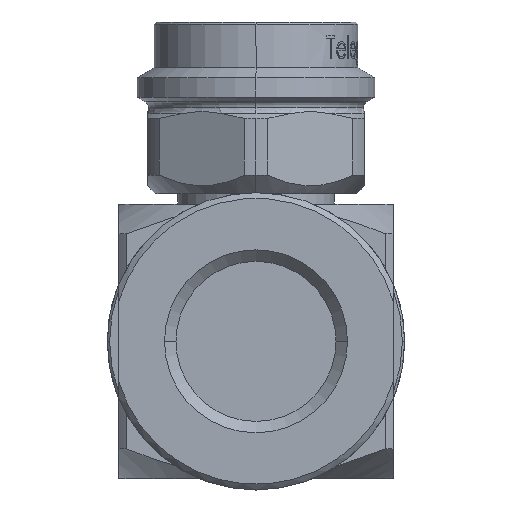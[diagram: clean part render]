
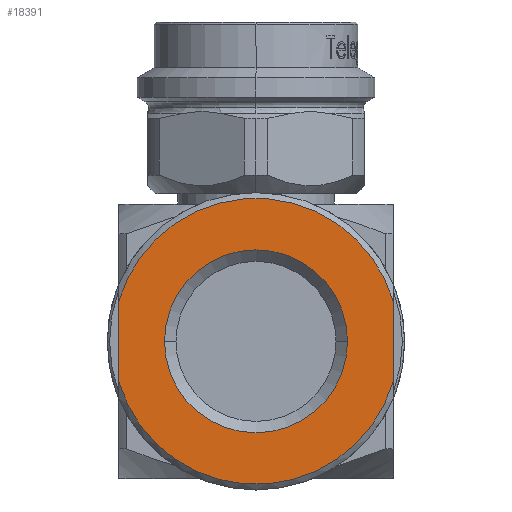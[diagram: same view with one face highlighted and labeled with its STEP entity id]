
A CAD part, front view. The second image highlights one B-rep face of the part: STEP entity #18391.
In plain terms, the highlighted planar face has unit normal (0, -1, 0).
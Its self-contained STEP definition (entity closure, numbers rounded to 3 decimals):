
#431 = DIRECTION ( 'NONE',  ( 0., 0., -1. ) ) ;
#570 = EDGE_CURVE ( 'NONE', #1127, #1724, #21407, .T. ) ;
#709 = AXIS2_PLACEMENT_3D ( 'NONE', #21405, #11461, #1510 ) ;
#758 = VERTEX_POINT ( 'NONE', #20817 ) ;
#1127 = VERTEX_POINT ( 'NONE', #10477 ) ;
#1510 = DIRECTION ( 'NONE',  ( 1., 0., 0. ) ) ;
#1724 = VERTEX_POINT ( 'NONE', #1909 ) ;
#1909 = CARTESIAN_POINT ( 'NONE',  ( 12., -45.5, -23.6 ) ) ;
#2094 = CARTESIAN_POINT ( 'NONE',  ( -12., -45.5, -32.1 ) ) ;
#2590 = ORIENTED_EDGE ( 'NONE', *, *, #4370, .T. ) ;
#2615 = CARTESIAN_POINT ( 'NONE',  ( 12., -45.5, -32.1 ) ) ;
#2797 = FACE_OUTER_BOUND ( 'NONE', #13134, .T. ) ;
#4134 = DIRECTION ( 'NONE',  ( 0., 0., 1. ) ) ;
#4288 = VECTOR ( 'NONE', #4134, 1000. ) ;
#4370 = EDGE_CURVE ( 'NONE', #14191, #8800, #11468, .T. ) ;
#5204 = CIRCLE ( 'NONE', #10574, 12.5 ) ;
#5343 = ORIENTED_EDGE ( 'NONE', *, *, #570, .T. ) ;
#6130 = AXIS2_PLACEMENT_3D ( 'NONE', #6992, #18589, #8665 ) ;
#6194 = PLANE ( 'NONE',  #709 ) ;
#6436 = CIRCLE ( 'NONE', #6130, 8. ) ;
#6459 = AXIS2_PLACEMENT_3D ( 'NONE', #18520, #8582, #20193 ) ;
#6992 = CARTESIAN_POINT ( 'NONE',  ( 0., -45.5, -27.1 ) ) ;
#7184 = FACE_BOUND ( 'NONE', #20860, .T. ) ;
#7215 = CIRCLE ( 'NONE', #6459, 8. ) ;
#7859 = CIRCLE ( 'NONE', #16839, 12.5 ) ;
#8582 = DIRECTION ( 'NONE',  ( 0., 1., 0. ) ) ;
#8665 = DIRECTION ( 'NONE',  ( 1., 0., 0. ) ) ;
#8738 = CARTESIAN_POINT ( 'NONE',  ( 0., -45.5, -27.1 ) ) ;
#8800 = VERTEX_POINT ( 'NONE', #16468 ) ;
#8804 = DIRECTION ( 'NONE',  ( 0., -1., 0. ) ) ;
#9678 = EDGE_CURVE ( 'NONE', #758, #21501, #6436, .T. ) ;
#10389 = DIRECTION ( 'NONE',  ( 1., 0., 0. ) ) ;
#10477 = CARTESIAN_POINT ( 'NONE',  ( 12., -45.5, -30.6 ) ) ;
#10574 = AXIS2_PLACEMENT_3D ( 'NONE', #8738, #20333, #10389 ) ;
#10963 = VECTOR ( 'NONE', #431, 1000. ) ;
#11461 = DIRECTION ( 'NONE',  ( 0., 1., 0. ) ) ;
#11468 = LINE ( 'NONE', #2094, #10963 ) ;
#12129 = ORIENTED_EDGE ( 'NONE', *, *, #9678, .T. ) ;
#12214 = EDGE_CURVE ( 'NONE', #1724, #14191, #5204, .T. ) ;
#12858 = CARTESIAN_POINT ( 'NONE',  ( -8., -45.5, -27.1 ) ) ;
#13134 = EDGE_LOOP ( 'NONE', ( #14676, #5343, #14264, #2590 ) ) ;
#14191 = VERTEX_POINT ( 'NONE', #21086 ) ;
#14264 = ORIENTED_EDGE ( 'NONE', *, *, #12214, .T. ) ;
#14676 = ORIENTED_EDGE ( 'NONE', *, *, #19242, .T. ) ;
#16468 = CARTESIAN_POINT ( 'NONE',  ( -12., -45.5, -30.6 ) ) ;
#16839 = AXIS2_PLACEMENT_3D ( 'NONE', #18728, #8804, #20399 ) ;
#18391 = ADVANCED_FACE ( 'NONE', ( #7184, #2797 ), #6194, .F. ) ;
#18520 = CARTESIAN_POINT ( 'NONE',  ( 0., -45.5, -27.1 ) ) ;
#18589 = DIRECTION ( 'NONE',  ( 0., 1., 0. ) ) ;
#18728 = CARTESIAN_POINT ( 'NONE',  ( 0., -45.5, -27.1 ) ) ;
#19242 = EDGE_CURVE ( 'NONE', #8800, #1127, #7859, .T. ) ;
#19915 = ORIENTED_EDGE ( 'NONE', *, *, #21369, .T. ) ;
#20193 = DIRECTION ( 'NONE',  ( 1., 0., 0. ) ) ;
#20333 = DIRECTION ( 'NONE',  ( 0., -1., 0. ) ) ;
#20399 = DIRECTION ( 'NONE',  ( 1., 0., 0. ) ) ;
#20817 = CARTESIAN_POINT ( 'NONE',  ( 8., -45.5, -27.1 ) ) ;
#20860 = EDGE_LOOP ( 'NONE', ( #19915, #12129 ) ) ;
#21086 = CARTESIAN_POINT ( 'NONE',  ( -12., -45.5, -23.6 ) ) ;
#21369 = EDGE_CURVE ( 'NONE', #21501, #758, #7215, .T. ) ;
#21405 = CARTESIAN_POINT ( 'NONE',  ( 0., -45.5, -40.1 ) ) ;
#21407 = LINE ( 'NONE', #2615, #4288 ) ;
#21501 = VERTEX_POINT ( 'NONE', #12858 ) ;
